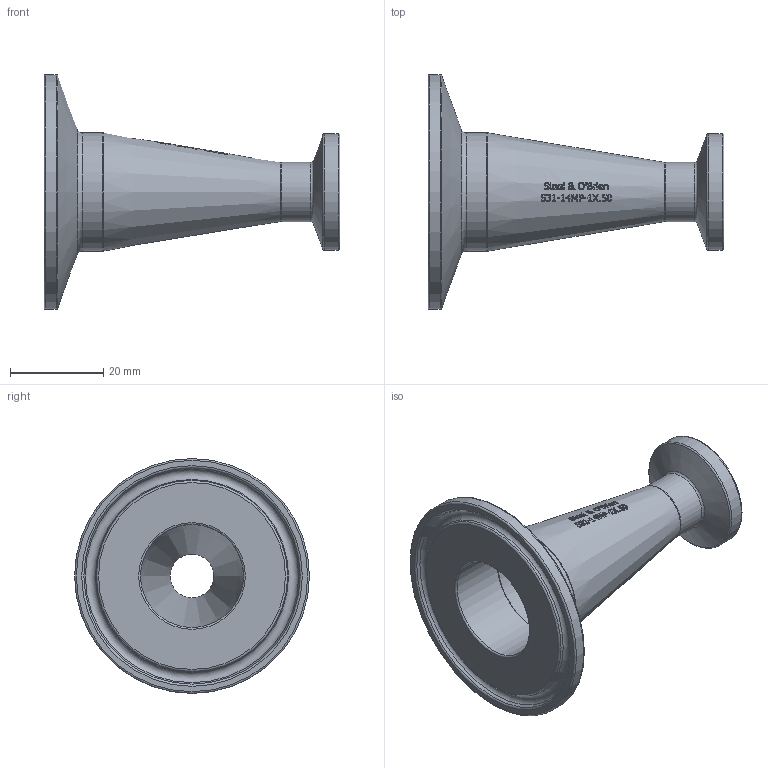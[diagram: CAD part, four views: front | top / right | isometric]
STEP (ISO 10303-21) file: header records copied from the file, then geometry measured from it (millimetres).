
FILE_DESCRIPTION(/* description */ (''),/* implementation_level */ '2;1');
FILE_NAME(/* name */ 'S31-14MP-1X.50.stp',/* time_stamp */ '2018-11-28T08:58:18-05:00',/* author */ ('rick'),/* organization */ (''),/* preprocessor_version */ 'ST-DEVELOPER v15.2',/* originating_system */ 'Autodesk Inventor 2014',/* authorisation */ '');
FILE_SCHEMA (('AUTOMOTIVE_DESIGN { 1 0 10303 214 3 1 1 }'));
Length unit declared in the file: inch
Products named in the file (1): S31-14MP-1X.50
Bounding box: 63.5 x 50.39 x 50.39 mm (x, y, z)
Volume: 13805.8 mm3; surface area: 11249.2 mm2
Topology: 1 solids, 1 shells, 454 faces, 1200 edges, 793 vertices
Faces by surface type: plane 196, bspline 190, cone 46, torus 15, cylinder 7
Full cylindrical faces by diameter (mm): 9.398 x1, 12.7 x1, 21.895 x1, 22.098 x1, 24.994 x1, 25.4 x1, 50.394 x1
Entity records: 17404 total; most frequent: CARTESIAN_POINT 7269, ORIENTED_EDGE 2342, DIRECTION 1550, EDGE_CURVE 1171, VERTEX_POINT 793, LINE 550, VECTOR 550, EDGE_LOOP 530
